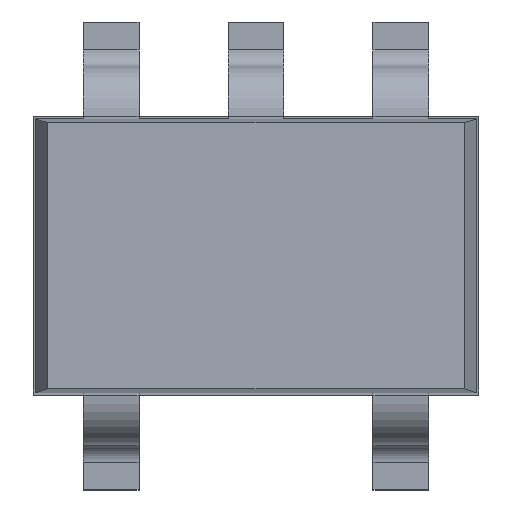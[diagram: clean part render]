
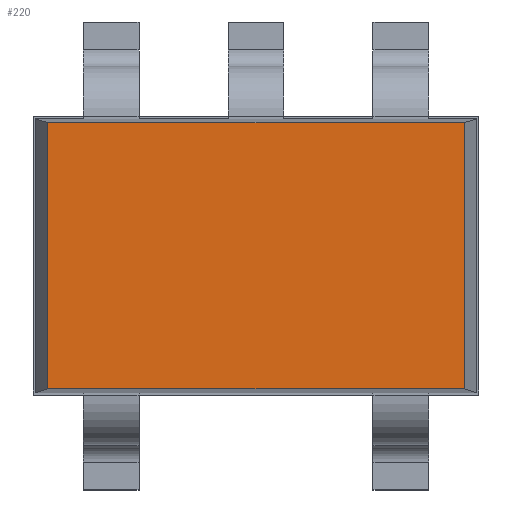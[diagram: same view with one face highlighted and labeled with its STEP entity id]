
A CAD part, top view. The second image highlights one B-rep face of the part: STEP entity #220.
In plain terms, the highlighted planar face has unit normal (0, 0, 1).
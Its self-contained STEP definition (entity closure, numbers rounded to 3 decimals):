
#220=ADVANCED_FACE('NONE',(#461),#462,.F.);
#461=FACE_OUTER_BOUND('',#758,.T.);
#462=PLANE('',#759);
#758=EDGE_LOOP('',(#1193,#1194,#1195,#1196));
#759=AXIS2_PLACEMENT_3D('',#1197,#1198,#1199);
#1193=ORIENTED_EDGE('',*,*,#1807,.T.);
#1194=ORIENTED_EDGE('',*,*,#1808,.T.);
#1195=ORIENTED_EDGE('',*,*,#1809,.T.);
#1196=ORIENTED_EDGE('',*,*,#1810,.T.);
#1197=CARTESIAN_POINT('',(-1.0,0.597,0.9));
#1198=DIRECTION('',(0.0,0.,-1.0));
#1199=DIRECTION('',(0.0,-1.0,0.));
#1807=EDGE_CURVE('NONE',#2158,#2159,#2160,.T.);
#1808=EDGE_CURVE('NONE',#2159,#2161,#2162,.T.);
#1809=EDGE_CURVE('NONE',#2161,#2163,#2164,.T.);
#1810=EDGE_CURVE('NONE',#2163,#2158,#2165,.T.);
#2158=VERTEX_POINT('NONE',#2657);
#2159=VERTEX_POINT('NONE',#2658);
#2160=LINE('',#2659,#2660);
#2161=VERTEX_POINT('NONE',#2661);
#2162=LINE('',#2662,#2663);
#2163=VERTEX_POINT('NONE',#2664);
#2164=LINE('',#2665,#2666);
#2165=LINE('',#2667,#2668);
#2657=CARTESIAN_POINT('',(-0.935,0.597,0.9));
#2658=CARTESIAN_POINT('',(-0.935,-0.597,0.9));
#2659=CARTESIAN_POINT('',(-0.935,-0.625,0.9));
#2660=VECTOR('',#3169,1000.0);
#2661=CARTESIAN_POINT('',(0.935,-0.597,0.9));
#2662=CARTESIAN_POINT('',(-1.0,-0.597,0.9));
#2663=VECTOR('',#3170,1000.0);
#2664=CARTESIAN_POINT('',(0.935,0.597,0.9));
#2665=CARTESIAN_POINT('',(0.935,-0.625,0.9));
#2666=VECTOR('',#3171,1000.0);
#2667=CARTESIAN_POINT('',(-1.0,0.597,0.9));
#2668=VECTOR('',#3172,1000.0);
#3169=DIRECTION('',(-0.0,-1.0,-0.0));
#3170=DIRECTION('',(1.0,-0.0,0.0));
#3171=DIRECTION('',(0.0,1.0,0.0));
#3172=DIRECTION('',(-1.0,0.0,-0.0));
